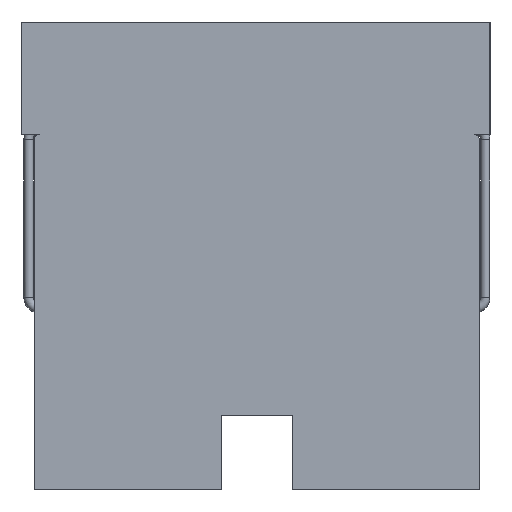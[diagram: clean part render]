
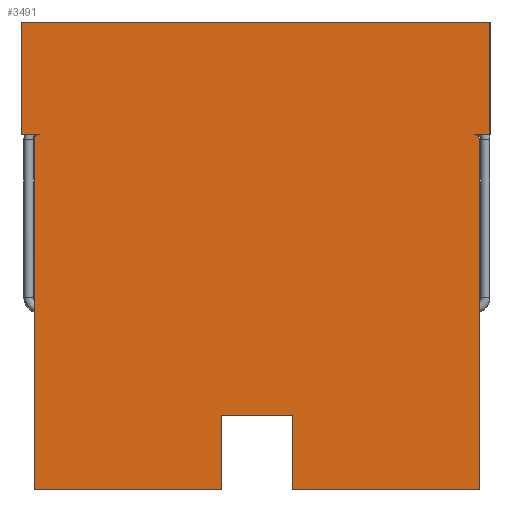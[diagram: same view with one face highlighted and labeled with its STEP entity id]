
A CAD part, left-side view. The second image highlights one B-rep face of the part: STEP entity #3491.
In plain terms, the highlighted planar face has unit normal (-1, 0, 0).
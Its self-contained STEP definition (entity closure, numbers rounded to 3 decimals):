
#34=LINE('',#4685,#98);
#66=LINE('',#4777,#130);
#78=LINE('',#4799,#142);
#81=LINE('',#4804,#145);
#82=LINE('',#4806,#146);
#83=LINE('',#4808,#147);
#84=LINE('',#4810,#148);
#85=LINE('',#4812,#149);
#86=LINE('',#4813,#150);
#87=LINE('',#4815,#151);
#88=LINE('',#4816,#152);
#89=LINE('',#4818,#153);
#98=VECTOR('',#4007,1000.);
#130=VECTOR('',#4077,1000.);
#142=VECTOR('',#4093,1000.);
#145=VECTOR('',#4098,1000.);
#146=VECTOR('',#4099,1000.);
#147=VECTOR('',#4100,1000.);
#148=VECTOR('',#4101,1000.);
#149=VECTOR('',#4102,1000.);
#150=VECTOR('',#4103,1000.);
#151=VECTOR('',#4104,1000.);
#152=VECTOR('',#4105,1000.);
#153=VECTOR('',#4106,1000.);
#169=PLANE('',#3697);
#424=ORIENTED_EDGE('',*,*,#846,.F.);
#425=ORIENTED_EDGE('',*,*,#887,.F.);
#426=ORIENTED_EDGE('',*,*,#888,.T.);
#427=ORIENTED_EDGE('',*,*,#889,.T.);
#428=ORIENTED_EDGE('',*,*,#890,.F.);
#429=ORIENTED_EDGE('',*,*,#891,.F.);
#430=ORIENTED_EDGE('',*,*,#836,.F.);
#431=ORIENTED_EDGE('',*,*,#884,.F.);
#432=ORIENTED_EDGE('',*,*,#892,.F.);
#433=ORIENTED_EDGE('',*,*,#893,.T.);
#434=ORIENTED_EDGE('',*,*,#828,.F.);
#435=ORIENTED_EDGE('',*,*,#894,.F.);
#436=ORIENTED_EDGE('',*,*,#895,.F.);
#437=ORIENTED_EDGE('',*,*,#872,.T.);
#828=EDGE_CURVE('',#1074,#1075,#34,.T.);
#836=EDGE_CURVE('',#1082,#1083,#1294,.T.);
#846=EDGE_CURVE('',#1092,#1093,#1299,.T.);
#872=EDGE_CURVE('',#1111,#1093,#66,.T.);
#884=EDGE_CURVE('',#1119,#1082,#78,.T.);
#887=EDGE_CURVE('',#1120,#1092,#81,.T.);
#888=EDGE_CURVE('',#1120,#1121,#82,.T.);
#889=EDGE_CURVE('',#1121,#1122,#83,.T.);
#890=EDGE_CURVE('',#1123,#1122,#84,.T.);
#891=EDGE_CURVE('',#1083,#1123,#85,.T.);
#892=EDGE_CURVE('',#1124,#1119,#86,.T.);
#893=EDGE_CURVE('',#1124,#1075,#87,.T.);
#894=EDGE_CURVE('',#1125,#1074,#88,.T.);
#895=EDGE_CURVE('',#1111,#1125,#89,.T.);
#1074=VERTEX_POINT('',#4686);
#1075=VERTEX_POINT('',#4687);
#1082=VERTEX_POINT('',#4704);
#1083=VERTEX_POINT('',#4705);
#1092=VERTEX_POINT('',#4725);
#1093=VERTEX_POINT('',#4727);
#1111=VERTEX_POINT('',#4778);
#1119=VERTEX_POINT('',#4800);
#1120=VERTEX_POINT('',#4805);
#1121=VERTEX_POINT('',#4807);
#1122=VERTEX_POINT('',#4809);
#1123=VERTEX_POINT('',#4811);
#1124=VERTEX_POINT('',#4814);
#1125=VERTEX_POINT('',#4817);
#1294=CIRCLE('',#3678,0.03);
#1299=CIRCLE('',#3685,0.03);
#1448=EDGE_LOOP('',(#424,#425,#426,#427,#428,#429,#430,#431,#432,#433,#434,
#435,#436,#437));
#1817=FACE_BOUND('',#1448,.T.);
#3491=ADVANCED_FACE('',(#1817),#169,.F.);
#3678=AXIS2_PLACEMENT_3D('',#4703,#4019,#4020);
#3685=AXIS2_PLACEMENT_3D('',#4726,#4038,#4039);
#3697=AXIS2_PLACEMENT_3D('',#4803,#4096,#4097);
#4007=DIRECTION('',(0.,-1.,0.));
#4019=DIRECTION('',(1.,0.,0.));
#4020=DIRECTION('',(0.,1.,0.));
#4038=DIRECTION('',(1.,0.,0.));
#4039=DIRECTION('',(0.,1.,0.));
#4077=DIRECTION('',(0.,0.,-1.));
#4093=DIRECTION('',(0.,0.,-1.));
#4096=DIRECTION('',(1.,0.,0.));
#4097=DIRECTION('',(0.,1.,0.));
#4098=DIRECTION('',(0.,-1.,0.));
#4099=DIRECTION('',(0.,0.,-1.));
#4100=DIRECTION('',(0.,-1.,0.));
#4101=DIRECTION('',(0.,0.,-1.));
#4102=DIRECTION('',(0.,-1.,0.));
#4103=DIRECTION('',(0.,-1.,0.));
#4104=DIRECTION('',(0.,0.,-1.));
#4105=DIRECTION('',(0.,0.,-1.));
#4106=DIRECTION('',(0.,-1.,0.));
#4685=CARTESIAN_POINT('',(-1.6,1.19,1.5));
#4686=CARTESIAN_POINT('',(-1.6,0.19,1.5));
#4687=CARTESIAN_POINT('',(-1.6,-0.19,1.5));
#4703=CARTESIAN_POINT('',(-1.6,-1.16,0.03));
#4704=CARTESIAN_POINT('',(-1.6,-1.19,0.03));
#4705=CARTESIAN_POINT('',(-1.6,-1.16,0.));
#4725=CARTESIAN_POINT('',(-1.6,1.16,0.));
#4726=CARTESIAN_POINT('',(-1.6,1.16,0.03));
#4727=CARTESIAN_POINT('',(-1.6,1.19,0.03));
#4777=CARTESIAN_POINT('',(-1.6,1.19,0.9));
#4778=CARTESIAN_POINT('',(-1.6,1.19,1.9));
#4799=CARTESIAN_POINT('',(-1.6,-1.19,0.9));
#4800=CARTESIAN_POINT('',(-1.6,-1.19,1.9));
#4803=CARTESIAN_POINT('',(-1.6,1.19,0.9));
#4804=CARTESIAN_POINT('',(-1.6,1.245,0.));
#4805=CARTESIAN_POINT('',(-1.6,1.245,0.));
#4806=CARTESIAN_POINT('',(-1.6,1.245,0.));
#4807=CARTESIAN_POINT('',(-1.6,1.245,-0.6));
#4808=CARTESIAN_POINT('',(-1.6,1.245,-0.6));
#4809=CARTESIAN_POINT('',(-1.6,-1.255,-0.6));
#4810=CARTESIAN_POINT('',(-1.6,-1.255,0.));
#4811=CARTESIAN_POINT('',(-1.6,-1.255,0.));
#4812=CARTESIAN_POINT('',(-1.6,1.245,0.));
#4813=CARTESIAN_POINT('',(-1.6,-0.19,1.9));
#4814=CARTESIAN_POINT('',(-1.6,-0.19,1.9));
#4815=CARTESIAN_POINT('',(-1.6,-0.19,1.9));
#4816=CARTESIAN_POINT('',(-1.6,0.19,1.9));
#4817=CARTESIAN_POINT('',(-1.6,0.19,1.9));
#4818=CARTESIAN_POINT('',(-1.6,1.19,1.9));
